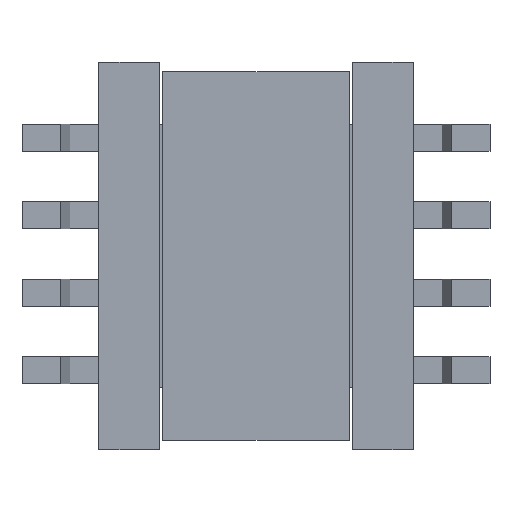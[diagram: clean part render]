
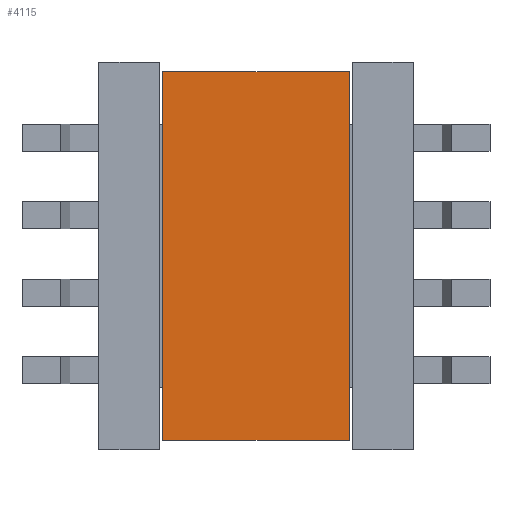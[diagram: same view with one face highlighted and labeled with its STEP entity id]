
A CAD part, front view. The second image highlights one B-rep face of the part: STEP entity #4115.
In plain terms, the highlighted planar face has unit normal (0, -1, 0).
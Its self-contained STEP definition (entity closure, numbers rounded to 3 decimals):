
#72 = AXIS2_PLACEMENT_3D ( 'NONE', #11045, #11046, #11047 ) ;
#190 = FACE_OUTER_BOUND ( 'NONE', #10802, .T. ) ;
#2363 = CARTESIAN_POINT ( 'NONE',  ( 2.4, 0.15, -4.75 ) ) ;
#2368 = CARTESIAN_POINT ( 'NONE',  ( -2.4, 0.15, 4.75 ) ) ;
#2371 = CARTESIAN_POINT ( 'NONE',  ( -2.4, 0.15, -4.75 ) ) ;
#2372 = CARTESIAN_POINT ( 'NONE',  ( 2.4, 0.15, 4.75 ) ) ;
#4115 = ADVANCED_FACE ( 'NONE', ( #190 ), #11044, .T. ) ;
#6224 = EDGE_CURVE ( 'NONE', #21820, #21816, #20816, .T. ) ;
#6227 = EDGE_CURVE ( 'NONE', #21816, #21819, #20825, .T. ) ;
#6229 = EDGE_CURVE ( 'NONE', #21819, #21811, #20831, .T. ) ;
#6230 = EDGE_CURVE ( 'NONE', #21811, #21820, #20834, .T. ) ;
#8726 = ORIENTED_EDGE ( 'NONE', *, *, #6227, .T. ) ;
#8727 = ORIENTED_EDGE ( 'NONE', *, *, #6229, .T. ) ;
#8728 = ORIENTED_EDGE ( 'NONE', *, *, #6230, .T. ) ;
#8729 = ORIENTED_EDGE ( 'NONE', *, *, #6224, .T. ) ;
#10802 = EDGE_LOOP ( 'NONE', ( #8727, #8728, #8729, #8726 ) ) ;
#11044 = PLANE ( 'NONE',  #72 ) ;
#11045 = CARTESIAN_POINT ( 'NONE',  ( 2.4, 0.15, 4.75 ) ) ;
#11046 = DIRECTION ( 'NONE',  ( 0., -1., 0. ) ) ;
#11047 = DIRECTION ( 'NONE',  ( 0., 0., -1. ) ) ;
#20136 = VECTOR ( 'NONE', #20818, 1000. ) ;
#20139 = VECTOR ( 'NONE', #20827, 1000. ) ;
#20141 = VECTOR ( 'NONE', #20833, 1000. ) ;
#20142 = VECTOR ( 'NONE', #20836, 1000. ) ;
#20816 = LINE ( 'NONE', #20817, #20136 ) ;
#20817 = CARTESIAN_POINT ( 'NONE',  ( 2.4, 0.15, 4.75 ) ) ;
#20818 = DIRECTION ( 'NONE',  ( -1., 0., 0. ) ) ;
#20825 = LINE ( 'NONE', #20826, #20139 ) ;
#20826 = CARTESIAN_POINT ( 'NONE',  ( -2.4, 0.15, 4.75 ) ) ;
#20827 = DIRECTION ( 'NONE',  ( 0., 0., -1. ) ) ;
#20831 = LINE ( 'NONE', #20832, #20141 ) ;
#20832 = CARTESIAN_POINT ( 'NONE',  ( 2.4, 0.15, -4.75 ) ) ;
#20833 = DIRECTION ( 'NONE',  ( 1., 0., 0. ) ) ;
#20834 = LINE ( 'NONE', #20835, #20142 ) ;
#20835 = CARTESIAN_POINT ( 'NONE',  ( 2.4, 0.15, 4.75 ) ) ;
#20836 = DIRECTION ( 'NONE',  ( 0., 0., 1. ) ) ;
#21811 = VERTEX_POINT ( 'NONE', #2363 ) ;
#21816 = VERTEX_POINT ( 'NONE', #2368 ) ;
#21819 = VERTEX_POINT ( 'NONE', #2371 ) ;
#21820 = VERTEX_POINT ( 'NONE', #2372 ) ;
